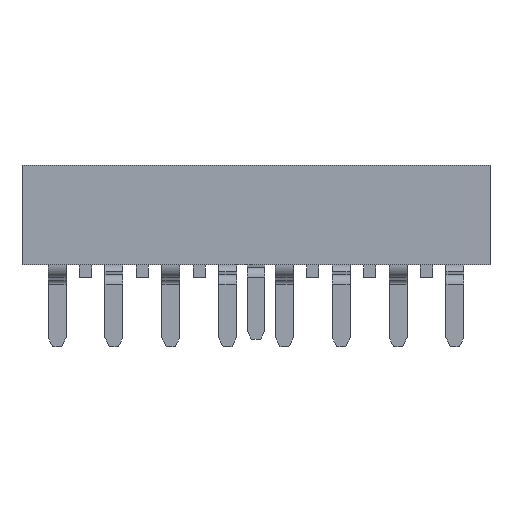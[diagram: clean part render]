
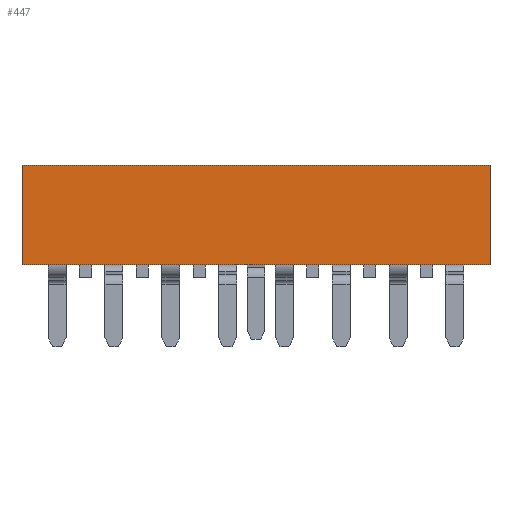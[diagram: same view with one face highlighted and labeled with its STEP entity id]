
A CAD part, front view. The second image highlights one B-rep face of the part: STEP entity #447.
In plain terms, the highlighted planar face has unit normal (0, -1, 0).
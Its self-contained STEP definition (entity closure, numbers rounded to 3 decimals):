
#447 = ADVANCED_FACE( '', ( #1045 ), #1046, .F. );
#1045 = FACE_OUTER_BOUND( '', #1841, .T. );
#1046 = PLANE( '', #1842 );
#1841 = EDGE_LOOP( '', ( #3146, #3147, #3148, #3149 ) );
#1842 = AXIS2_PLACEMENT_3D( '', #3150, #3151, #3152 );
#3146 = ORIENTED_EDGE( '', *, *, #4771, .F. );
#3147 = ORIENTED_EDGE( '', *, *, #4853, .F. );
#3148 = ORIENTED_EDGE( '', *, *, #4584, .F. );
#3149 = ORIENTED_EDGE( '', *, *, #4961, .F. );
#3150 = CARTESIAN_POINT( '', ( 0., -1.27, 0. ) );
#3151 = DIRECTION( '', ( 0., 1., 0. ) );
#3152 = DIRECTION( '', ( 0., 0., 1. ) );
#4584 = EDGE_CURVE( '', #5500, #5502, #5503, .T. );
#4771 = EDGE_CURVE( '', #5816, #5818, #5819, .T. );
#4853 = EDGE_CURVE( '', #5502, #5816, #5950, .T. );
#4961 = EDGE_CURVE( '', #5818, #5500, #6103, .T. );
#5500 = VERTEX_POINT( '', #6785 );
#5502 = VERTEX_POINT( '', #6788 );
#5503 = LINE( '', #6789, #6790 );
#5816 = VERTEX_POINT( '', #7288 );
#5818 = VERTEX_POINT( '', #7291 );
#5819 = LINE( '', #7292, #7293 );
#5950 = LINE( '', #7489, #7490 );
#6103 = LINE( '', #7716, #7717 );
#6785 = CARTESIAN_POINT( '', ( 10.46, -1.27, 2.225 ) );
#6788 = CARTESIAN_POINT( '', ( 10.46, -1.27, -2.225 ) );
#6789 = CARTESIAN_POINT( '', ( 10.46, -1.27, 2.225 ) );
#6790 = VECTOR( '', #8628, 1000. );
#7288 = CARTESIAN_POINT( '', ( -10.46, -1.27, -2.225 ) );
#7291 = CARTESIAN_POINT( '', ( -10.46, -1.27, 2.225 ) );
#7292 = CARTESIAN_POINT( '', ( -10.46, -1.27, -2.225 ) );
#7293 = VECTOR( '', #8830, 1000. );
#7489 = CARTESIAN_POINT( '', ( 10.46, -1.27, -2.225 ) );
#7490 = VECTOR( '', #8911, 1000. );
#7716 = CARTESIAN_POINT( '', ( -10.46, -1.27, 2.225 ) );
#7717 = VECTOR( '', #9015, 1000. );
#8628 = DIRECTION( '', ( 0., 0., -1. ) );
#8830 = DIRECTION( '', ( 0., 0., 1. ) );
#8911 = DIRECTION( '', ( -1., 0., 0. ) );
#9015 = DIRECTION( '', ( 1., 0., 0. ) );
